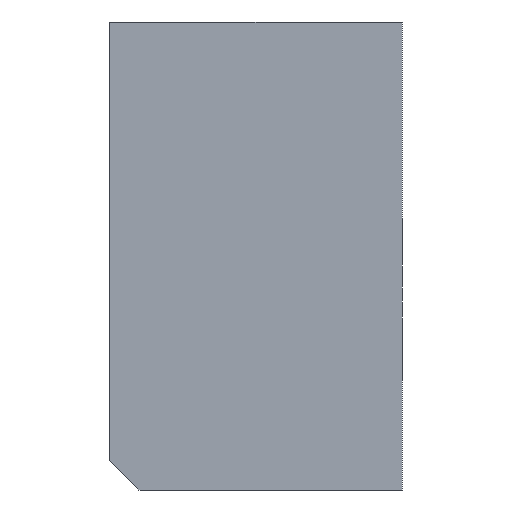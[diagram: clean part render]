
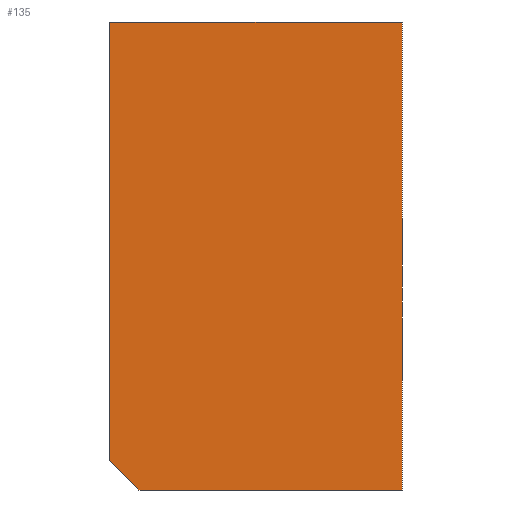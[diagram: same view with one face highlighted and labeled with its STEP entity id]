
A CAD part, left-side view. The second image highlights one B-rep face of the part: STEP entity #135.
In plain terms, the highlighted planar face has unit normal (-1, 0, 0).
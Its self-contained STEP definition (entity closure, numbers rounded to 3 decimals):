
#109=VERTEX_POINT('',#291);
#129=VERTEX_POINT('',#314);
#133=EDGE_CURVE('',#109,#183,#318,.T.);
#135=ADVANCED_FACE('',(#320),#321,.T.);
#153=EDGE_CURVE('',#129,#109,#342,.T.);
#155=VERTEX_POINT('',#344);
#183=VERTEX_POINT('',#373);
#185=EDGE_CURVE('',#259,#155,#375,.T.);
#239=EDGE_CURVE('',#183,#259,#440,.T.);
#259=VERTEX_POINT('',#461);
#261=EDGE_CURVE('',#155,#129,#463,.T.);
#291=CARTESIAN_POINT('',(-40.0,-2.0,-13.0));
#314=CARTESIAN_POINT('',(-40.0,-20.0,-13.0));
#318=LINE('',#523,#524);
#320=FACE_OUTER_BOUND('',#526,.T.);
#321=PLANE('',#527);
#342=LINE('',#553,#554);
#344=CARTESIAN_POINT('',(-40.0,-20.0,19.0));
#373=CARTESIAN_POINT('',(-40.0,0.0,-11.0));
#375=LINE('',#603,#604);
#440=LINE('',#688,#689);
#461=CARTESIAN_POINT('',(-40.0,0.0,19.0));
#463=LINE('',#716,#717);
#523=CARTESIAN_POINT('',(-40.0,0.0,-11.0));
#524=VECTOR('',#757,1.0);
#526=EDGE_LOOP('',(#759,#760,#761,#762,#763));
#527=AXIS2_PLACEMENT_3D('',#764,#765,#766);
#553=CARTESIAN_POINT('',(-40.0,-2.0,-13.0));
#554=VECTOR('',#794,1.0);
#603=CARTESIAN_POINT('',(-40.0,-20.0,19.0));
#604=VECTOR('',#819,1.0);
#688=CARTESIAN_POINT('',(-40.0,0.0,19.0));
#689=VECTOR('',#920,1.0);
#716=CARTESIAN_POINT('',(-40.0,-20.0,-13.0));
#717=VECTOR('',#933,1.0);
#757=DIRECTION('',(0.0,0.707,0.707));
#759=ORIENTED_EDGE('',*,*,#153,.F.);
#760=ORIENTED_EDGE('',*,*,#261,.F.);
#761=ORIENTED_EDGE('',*,*,#185,.F.);
#762=ORIENTED_EDGE('',*,*,#239,.F.);
#763=ORIENTED_EDGE('',*,*,#133,.F.);
#764=CARTESIAN_POINT('',(-40.0,-10.122,3.19));
#765=DIRECTION('',(-1.0,0.0,0.0));
#766=DIRECTION('',(0.0,-1.0,0.0));
#794=DIRECTION('',(0.0,1.0,0.0));
#819=DIRECTION('',(0.0,-1.0,0.0));
#920=DIRECTION('',(0.0,0.0,1.0));
#933=DIRECTION('',(0.0,0.0,-1.0));
